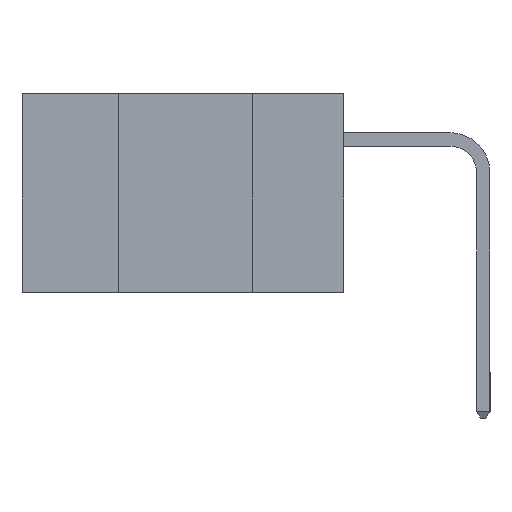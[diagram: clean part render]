
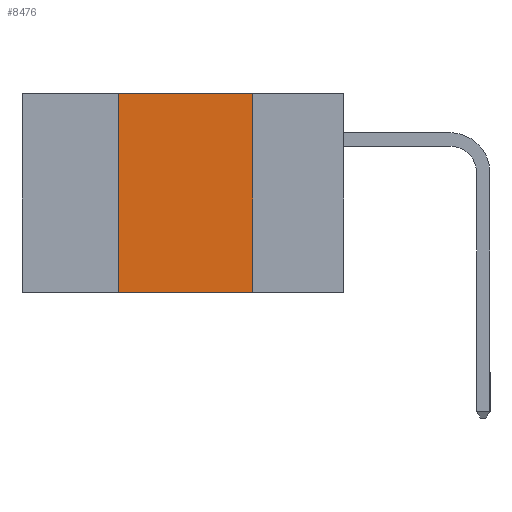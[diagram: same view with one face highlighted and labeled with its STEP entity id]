
A CAD part, left-side view. The second image highlights one B-rep face of the part: STEP entity #8476.
In plain terms, the highlighted planar face has unit normal (-1, 0, 0).
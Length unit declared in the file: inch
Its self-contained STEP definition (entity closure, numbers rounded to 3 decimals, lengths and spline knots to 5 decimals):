
#430 = VECTOR ( 'NONE', #5747, 39.37008 ) ;
#1276 = CARTESIAN_POINT ( 'NONE',  ( 0., 0.6, -0.37 ) ) ;
#1547 = ORIENTED_EDGE ( 'NONE', *, *, #10139, .F. ) ;
#1598 = LINE ( 'NONE', #2192, #21259 ) ;
#2192 = CARTESIAN_POINT ( 'NONE',  ( 0., 0.17, 0. ) ) ;
#2424 = VERTEX_POINT ( 'NONE', #3056 ) ;
#3056 = CARTESIAN_POINT ( 'NONE',  ( 0., 0.17, 0. ) ) ;
#3196 = DIRECTION ( 'NONE',  ( 0., -1., 0. ) ) ;
#3242 = EDGE_LOOP ( 'NONE', ( #1547, #18143, #8899, #15008 ) ) ;
#3295 = VECTOR ( 'NONE', #3196, 39.37008 ) ;
#3708 = CARTESIAN_POINT ( 'NONE',  ( 0., 0.42, 0. ) ) ;
#3717 = VECTOR ( 'NONE', #9718, 39.37008 ) ;
#4139 = CARTESIAN_POINT ( 'NONE',  ( 0., 0.6, 0. ) ) ;
#4564 = CARTESIAN_POINT ( 'NONE',  ( 0., 0.42, -0.37 ) ) ;
#5612 = CARTESIAN_POINT ( 'NONE',  ( 0., 0.42, 0. ) ) ;
#5678 = FACE_OUTER_BOUND ( 'NONE', #3242, .T. ) ;
#5747 = DIRECTION ( 'NONE',  ( 0., 0., 1. ) ) ;
#5748 = VERTEX_POINT ( 'NONE', #4564 ) ;
#5860 = DIRECTION ( 'NONE',  ( 1., 0., 0. ) ) ;
#7737 = DIRECTION ( 'NONE',  ( 0., 0., -1. ) ) ;
#8075 = EDGE_CURVE ( 'NONE', #5748, #20435, #11346, .T. ) ;
#8476 = ADVANCED_FACE ( 'NONE', ( #5678 ), #21124, .F. ) ;
#8899 = ORIENTED_EDGE ( 'NONE', *, *, #20590, .F. ) ;
#9718 = DIRECTION ( 'NONE',  ( 0., -1., 0. ) ) ;
#10139 = EDGE_CURVE ( 'NONE', #2424, #20435, #1598, .T. ) ;
#11346 = LINE ( 'NONE', #1276, #3295 ) ;
#12214 = VERTEX_POINT ( 'NONE', #3708 ) ;
#14717 = CARTESIAN_POINT ( 'NONE',  ( 0., 0.17, -0.37 ) ) ;
#15008 = ORIENTED_EDGE ( 'NONE', *, *, #8075, .T. ) ;
#16022 = AXIS2_PLACEMENT_3D ( 'NONE', #4139, #5860, #7737 ) ;
#18028 = CARTESIAN_POINT ( 'NONE',  ( 0., 0.6, 0. ) ) ;
#18143 = ORIENTED_EDGE ( 'NONE', *, *, #19005, .F. ) ;
#19005 = EDGE_CURVE ( 'NONE', #12214, #2424, #20850, .T. ) ;
#19073 = DIRECTION ( 'NONE',  ( 0., 0., -1. ) ) ;
#20435 = VERTEX_POINT ( 'NONE', #14717 ) ;
#20590 = EDGE_CURVE ( 'NONE', #5748, #12214, #20814, .T. ) ;
#20814 = LINE ( 'NONE', #5612, #430 ) ;
#20850 = LINE ( 'NONE', #18028, #3717 ) ;
#21124 = PLANE ( 'NONE',  #16022 ) ;
#21259 = VECTOR ( 'NONE', #19073, 39.37008 ) ;
